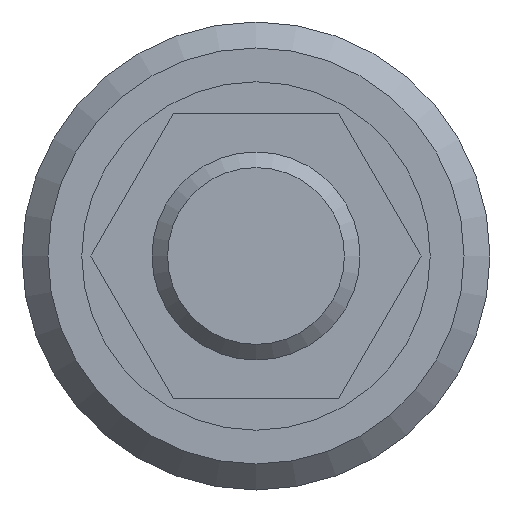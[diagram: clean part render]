
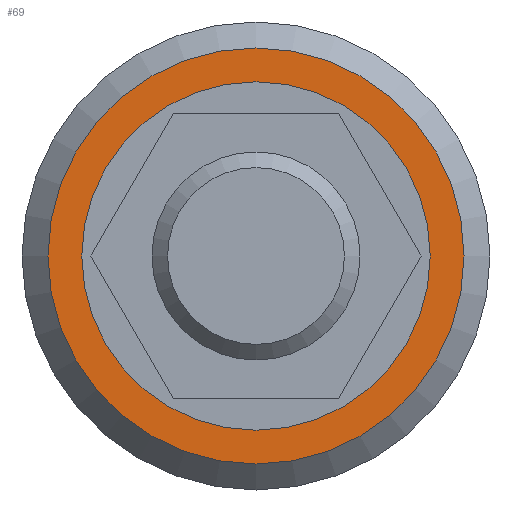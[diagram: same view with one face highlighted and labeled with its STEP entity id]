
A CAD part, left-side view. The second image highlights one B-rep face of the part: STEP entity #69.
In plain terms, the highlighted planar face has unit normal (-1, 0, 0).
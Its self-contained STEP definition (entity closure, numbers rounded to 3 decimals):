
#69=ADVANCED_FACE('',(#196,#197),#99,.T.);
#99=PLANE('',#492);
#196=FACE_BOUND('',#230,.T.);
#197=FACE_BOUND('',#231,.T.);
#230=EDGE_LOOP('',(#288));
#231=EDGE_LOOP('',(#289));
#288=ORIENTED_EDGE('',*,*,#430,.T.);
#289=ORIENTED_EDGE('',*,*,#431,.F.);
#390=VERTEX_POINT('',#696);
#391=VERTEX_POINT('',#699);
#430=EDGE_CURVE('',#390,#390,#470,.T.);
#431=EDGE_CURVE('',#391,#391,#471,.T.);
#470=CIRCLE('',#489,6.7);
#471=CIRCLE('',#491,8.);
#489=AXIS2_PLACEMENT_3D('',#695,#554,#555);
#491=AXIS2_PLACEMENT_3D('',#698,#558,#559);
#492=AXIS2_PLACEMENT_3D('',#700,#560,#561);
#554=DIRECTION('',(1.,0.,0.));
#555=DIRECTION('',(0.,0.,-1.));
#558=DIRECTION('',(1.,0.,0.));
#559=DIRECTION('',(0.,0.,-1.));
#560=DIRECTION('',(-1.,0.,0.));
#561=DIRECTION('',(0.,0.,1.));
#695=CARTESIAN_POINT('',(36098.22,-29837.14,0.));
#696=CARTESIAN_POINT('',(36098.22,-29837.14,-6.7));
#698=CARTESIAN_POINT('',(36098.22,-29837.14,0.));
#699=CARTESIAN_POINT('',(36098.22,-29837.14,-8.));
#700=CARTESIAN_POINT('',(36098.22,-29829.14,0.));
